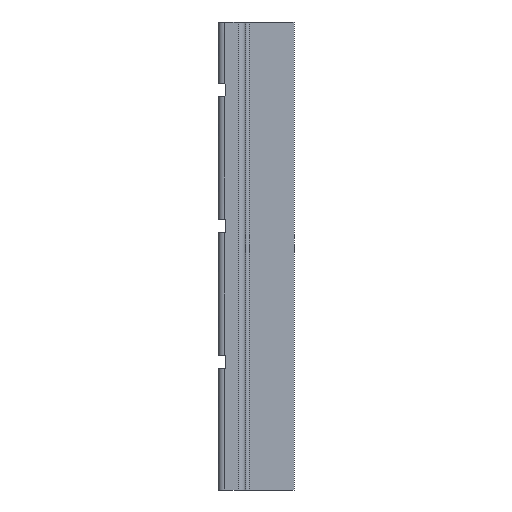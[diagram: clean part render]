
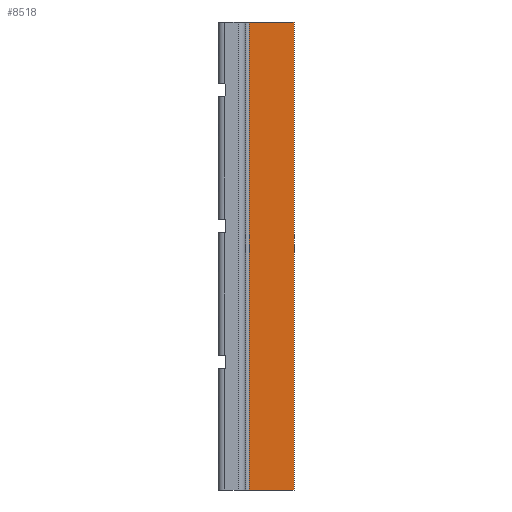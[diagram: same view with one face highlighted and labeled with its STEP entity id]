
A CAD part, front view. The second image highlights one B-rep face of the part: STEP entity #8518.
In plain terms, the highlighted planar face has unit normal (0, -1, 0).
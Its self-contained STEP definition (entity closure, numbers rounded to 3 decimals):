
#118 = VERTEX_POINT ( 'NONE', #1692 ) ;
#736 = DIRECTION ( 'NONE',  ( 0., 0., 1. ) ) ;
#932 = ORIENTED_EDGE ( 'NONE', *, *, #10833, .F. ) ;
#1670 = LINE ( 'NONE', #11054, #8689 ) ;
#1692 = CARTESIAN_POINT ( 'NONE',  ( 0., 0., 0. ) ) ;
#1933 = LINE ( 'NONE', #2414, #6180 ) ;
#2414 = CARTESIAN_POINT ( 'NONE',  ( 0., 0., 0. ) ) ;
#2438 = LINE ( 'NONE', #9759, #6123 ) ;
#2818 = EDGE_CURVE ( 'NONE', #8741, #2934, #10850, .T. ) ;
#2934 = VERTEX_POINT ( 'NONE', #10921 ) ;
#3410 = ORIENTED_EDGE ( 'NONE', *, *, #2818, .F. ) ;
#3429 = ORIENTED_EDGE ( 'NONE', *, *, #4963, .T. ) ;
#3627 = DIRECTION ( 'NONE',  ( 0., 1., 0. ) ) ;
#3688 = AXIS2_PLACEMENT_3D ( 'NONE', #6161, #3627, #6282 ) ;
#3791 = ORIENTED_EDGE ( 'NONE', *, *, #11423, .T. ) ;
#3931 = CARTESIAN_POINT ( 'NONE',  ( -8.361, 0., -87.75 ) ) ;
#4506 = VERTEX_POINT ( 'NONE', #5869 ) ;
#4632 = FACE_OUTER_BOUND ( 'NONE', #10243, .T. ) ;
#4963 = EDGE_CURVE ( 'NONE', #4506, #118, #2438, .T. ) ;
#5295 = CARTESIAN_POINT ( 'NONE',  ( -8.361, 0., -87.75 ) ) ;
#5869 = CARTESIAN_POINT ( 'NONE',  ( 0., 0., -87.75 ) ) ;
#6075 = DIRECTION ( 'NONE',  ( 0., 0., 1. ) ) ;
#6123 = VECTOR ( 'NONE', #736, 1000. ) ;
#6161 = CARTESIAN_POINT ( 'NONE',  ( 0., 0., -87.75 ) ) ;
#6180 = VECTOR ( 'NONE', #11357, 1000. ) ;
#6282 = DIRECTION ( 'NONE',  ( 0., 0., 1. ) ) ;
#8518 = ADVANCED_FACE ( 'NONE', ( #4632 ), #8833, .F. ) ;
#8689 = VECTOR ( 'NONE', #10238, 1000. ) ;
#8741 = VERTEX_POINT ( 'NONE', #3931 ) ;
#8833 = PLANE ( 'NONE',  #3688 ) ;
#9759 = CARTESIAN_POINT ( 'NONE',  ( 0., 0., -87.75 ) ) ;
#10238 = DIRECTION ( 'NONE',  ( -1., 0., 0. ) ) ;
#10243 = EDGE_LOOP ( 'NONE', ( #3429, #3791, #3410, #932 ) ) ;
#10298 = VECTOR ( 'NONE', #6075, 1000. ) ;
#10833 = EDGE_CURVE ( 'NONE', #4506, #8741, #1670, .T. ) ;
#10850 = LINE ( 'NONE', #5295, #10298 ) ;
#10921 = CARTESIAN_POINT ( 'NONE',  ( -8.361, 0., 0. ) ) ;
#11054 = CARTESIAN_POINT ( 'NONE',  ( 0., 0., -87.75 ) ) ;
#11357 = DIRECTION ( 'NONE',  ( -1., 0., 0. ) ) ;
#11423 = EDGE_CURVE ( 'NONE', #118, #2934, #1933, .T. ) ;
